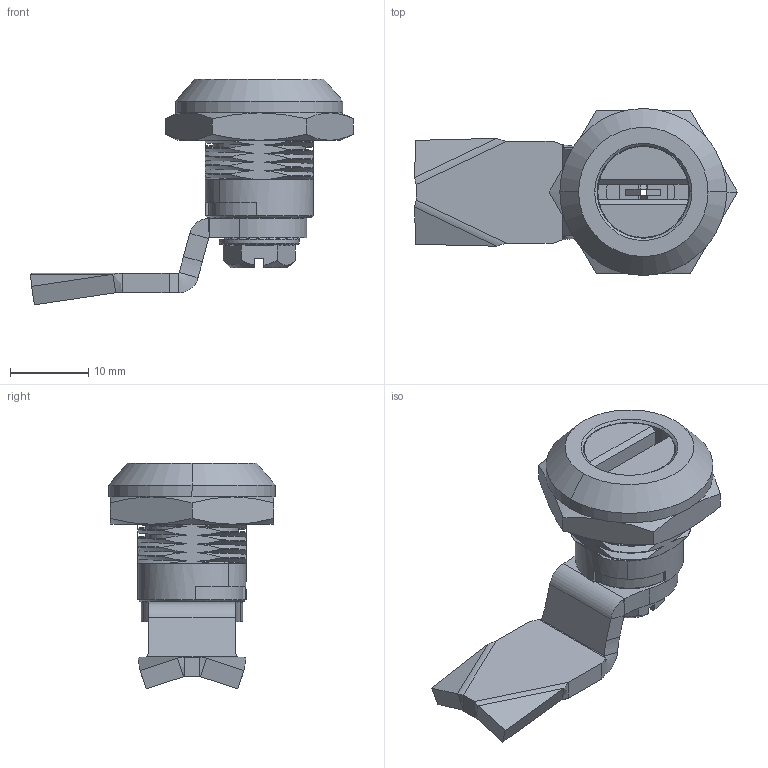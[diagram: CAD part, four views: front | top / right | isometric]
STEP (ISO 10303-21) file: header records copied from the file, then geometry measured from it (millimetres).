
FILE_DESCRIPTION (( 'STEP AP203' ), '1' );
FILE_NAME ('KY62.1.2.3024.STEP', '2022-09-07T07:45:42', ( '' ), ( '' ), 'SwSTEP 2.0', 'SolidWorks 2021', '' );
FILE_SCHEMA (( 'CONFIG_CONTROL_DESIGN' ));
Length unit declared in the file: millimetre
Products named in the file (1): KY62.1.2.3024
Bounding box: 41.19 x 21.3 x 28.8 mm (x, y, z)
Surface area: 4034.1 mm2 (no closed solid volume)
Topology: 0 solids, 9 shells, 246 faces, 755 edges, 506 vertices
Faces by surface type: plane 96, cylinder 54, bspline 45, cone 29, torus 22
Entity records: 19515 total; most frequent: CARTESIAN_POINT 13572, ORIENTED_EDGE 1278, DIRECTION 1021, EDGE_CURVE 755, VERTEX_POINT 506, AXIS2_PLACEMENT_3D 371, VECTOR 279, LINE 279
